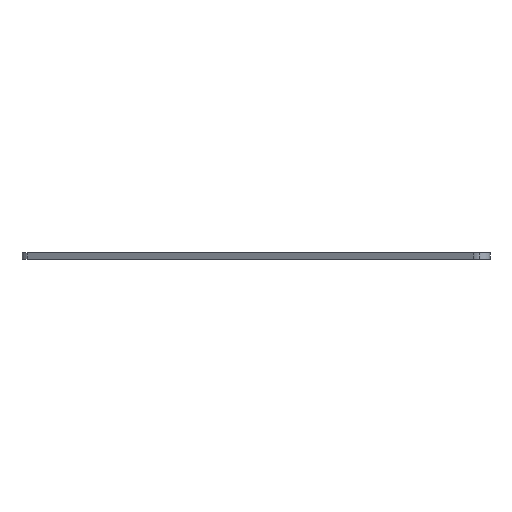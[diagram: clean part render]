
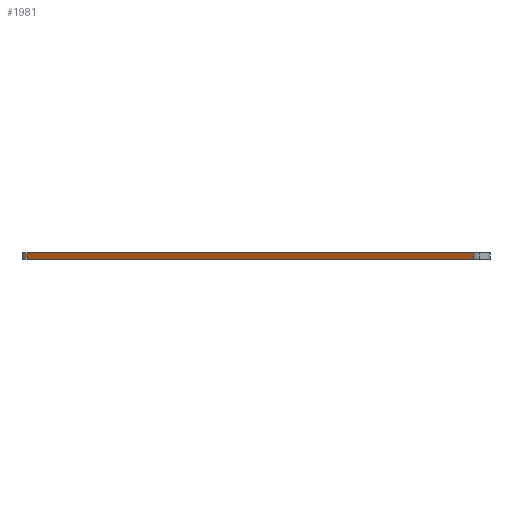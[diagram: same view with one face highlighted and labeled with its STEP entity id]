
A CAD part, left-side view. The second image highlights one B-rep face of the part: STEP entity #1981.
In plain terms, the highlighted planar face has unit normal (-0.861, 0.509, 0).
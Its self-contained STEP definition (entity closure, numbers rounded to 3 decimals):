
#10 = DIRECTION ( 'NONE',  ( -0.509, -0.861, 0. ) ) ;
#25 = ORIENTED_EDGE ( 'NONE', *, *, #927, .T. ) ;
#149 = FACE_OUTER_BOUND ( 'NONE', #949, .T. ) ;
#153 = CARTESIAN_POINT ( 'NONE',  ( 128.549, 217.544, 0. ) ) ;
#163 = ORIENTED_EDGE ( 'NONE', *, *, #861, .F. ) ;
#321 = VECTOR ( 'NONE', #1070, 1000. ) ;
#326 = LINE ( 'NONE', #1622, #321 ) ;
#502 = EDGE_CURVE ( 'NONE', #1226, #1349, #1306, .T. ) ;
#638 = DIRECTION ( 'NONE',  ( 0.861, -0.509, 0. ) ) ;
#698 = EDGE_CURVE ( 'NONE', #1569, #1226, #326, .T. ) ;
#746 = CARTESIAN_POINT ( 'NONE',  ( 130., 220., 3.2 ) ) ;
#857 = VECTOR ( 'NONE', #2051, 1000. ) ;
#861 = EDGE_CURVE ( 'NONE', #1402, #1349, #2191, .T. ) ;
#875 = PLANE ( 'NONE',  #1195 ) ;
#927 = EDGE_CURVE ( 'NONE', #1402, #1569, #1125, .T. ) ;
#949 = EDGE_LOOP ( 'NONE', ( #1560, #1578, #163, #25 ) ) ;
#1070 = DIRECTION ( 'NONE',  ( -0.509, -0.861, 0. ) ) ;
#1125 = LINE ( 'NONE', #1139, #2009 ) ;
#1139 = CARTESIAN_POINT ( 'NONE',  ( 128.549, 217.544, 3.2 ) ) ;
#1195 = AXIS2_PLACEMENT_3D ( 'NONE', #1549, #638, #1363 ) ;
#1226 = VERTEX_POINT ( 'NONE', #1285 ) ;
#1285 = CARTESIAN_POINT ( 'NONE',  ( 4.458, 7.544, 0. ) ) ;
#1306 = LINE ( 'NONE', #2038, #857 ) ;
#1311 = CARTESIAN_POINT ( 'NONE',  ( 128.549, 217.544, 3.2 ) ) ;
#1320 = VECTOR ( 'NONE', #10, 1000. ) ;
#1349 = VERTEX_POINT ( 'NONE', #2278 ) ;
#1363 = DIRECTION ( 'NONE',  ( 0.509, 0.861, 0. ) ) ;
#1402 = VERTEX_POINT ( 'NONE', #1311 ) ;
#1504 = DIRECTION ( 'NONE',  ( 0., 0., -1. ) ) ;
#1549 = CARTESIAN_POINT ( 'NONE',  ( 130., 220., 3.2 ) ) ;
#1560 = ORIENTED_EDGE ( 'NONE', *, *, #698, .T. ) ;
#1569 = VERTEX_POINT ( 'NONE', #153 ) ;
#1578 = ORIENTED_EDGE ( 'NONE', *, *, #502, .T. ) ;
#1622 = CARTESIAN_POINT ( 'NONE',  ( 130., 220., 0. ) ) ;
#1981 = ADVANCED_FACE ( 'NONE', ( #149 ), #875, .F. ) ;
#2009 = VECTOR ( 'NONE', #1504, 1000. ) ;
#2038 = CARTESIAN_POINT ( 'NONE',  ( 4.458, 7.544, 3.2 ) ) ;
#2051 = DIRECTION ( 'NONE',  ( 0., 0., 1. ) ) ;
#2191 = LINE ( 'NONE', #746, #1320 ) ;
#2278 = CARTESIAN_POINT ( 'NONE',  ( 4.458, 7.544, 3.2 ) ) ;
